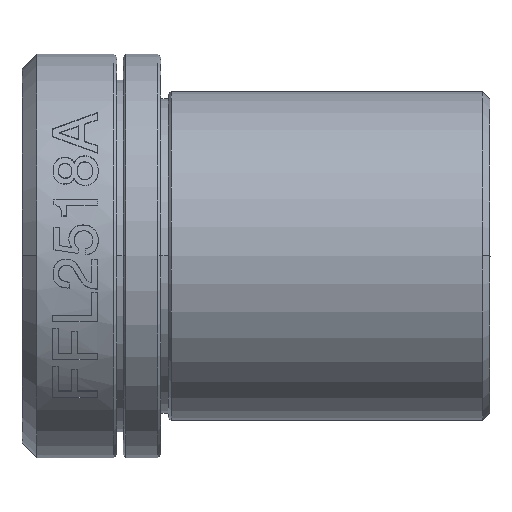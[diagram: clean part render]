
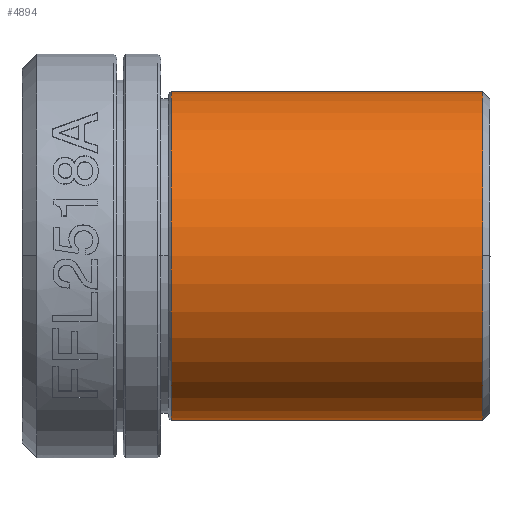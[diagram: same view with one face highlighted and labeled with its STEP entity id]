
A CAD part, top view. The second image highlights one B-rep face of the part: STEP entity #4894.
In plain terms, the highlighted cylindrical face has radius 11 mm (diameter 22 mm), a partial arc.
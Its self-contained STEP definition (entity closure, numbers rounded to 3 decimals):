
#871=CARTESIAN_POINT('',(77.16,0.,0.));
#872=DIRECTION('',(1.,0.,0.));
#873=DIRECTION('',(0.,1.,0.));
#874=AXIS2_PLACEMENT_3D('',#871,#872,#873);
#876=DIRECTION('',(1.,0.,0.));
#877=VECTOR('',#876,20.8);
#878=CARTESIAN_POINT('',(77.16,-11.,0.));
#879=LINE('',#878,#877);
#880=DIRECTION('',(-1.,0.,0.));
#881=VECTOR('',#880,20.8);
#882=CARTESIAN_POINT('',(97.96,11.,0.));
#883=LINE('',#882,#881);
#902=CARTESIAN_POINT('',(97.96,0.,0.));
#903=DIRECTION('',(-1.,0.,0.));
#904=DIRECTION('',(0.,-1.,0.));
#905=AXIS2_PLACEMENT_3D('',#902,#903,#904);
#930=CARTESIAN_POINT('',(97.96,0.,0.));
#931=DIRECTION('',(-1.,0.,0.));
#932=DIRECTION('',(0.,0.,1.));
#933=AXIS2_PLACEMENT_3D('',#930,#931,#932);
#4039=CARTESIAN_POINT('',(77.16,11.,0.));
#4040=CARTESIAN_POINT('',(77.16,-11.,0.));
#4041=VERTEX_POINT('',#4039);
#4042=VERTEX_POINT('',#4040);
#4043=CARTESIAN_POINT('',(97.96,11.,0.));
#4044=VERTEX_POINT('',#4043);
#4045=CARTESIAN_POINT('',(97.96,0.,11.));
#4046=VERTEX_POINT('',#4045);
#4047=CARTESIAN_POINT('',(97.96,-11.,0.));
#4048=VERTEX_POINT('',#4047);
#4878=CARTESIAN_POINT('',(87.56,0.,0.));
#4879=DIRECTION('',(1.,0.,0.));
#4880=DIRECTION('',(0.,1.,0.));
#4881=AXIS2_PLACEMENT_3D('',#4878,#4879,#4880);
#4882=CYLINDRICAL_SURFACE('',#4881,11.);
#4883=ORIENTED_EDGE('',*,*,#4861,.F.);
#4885=ORIENTED_EDGE('',*,*,#4884,.F.);
#4887=ORIENTED_EDGE('',*,*,#4886,.F.);
#4889=ORIENTED_EDGE('',*,*,#4888,.F.);
#4891=ORIENTED_EDGE('',*,*,#4890,.F.);
#4892=EDGE_LOOP('',(#4883,#4885,#4887,#4889,#4891));
#4893=FACE_OUTER_BOUND('',#4892,.F.);
#875=CIRCLE('',#874,11.);
#906=CIRCLE('',#905,11.);
#934=CIRCLE('',#933,11.);
#4861=EDGE_CURVE('',#4041,#4042,#875,.T.);
#4884=EDGE_CURVE('',#4044,#4041,#883,.T.);
#4886=EDGE_CURVE('',#4046,#4044,#934,.T.);
#4888=EDGE_CURVE('',#4048,#4046,#906,.T.);
#4890=EDGE_CURVE('',#4042,#4048,#879,.T.);
#4894=ADVANCED_FACE('',(#4893),#4882,.T.);
